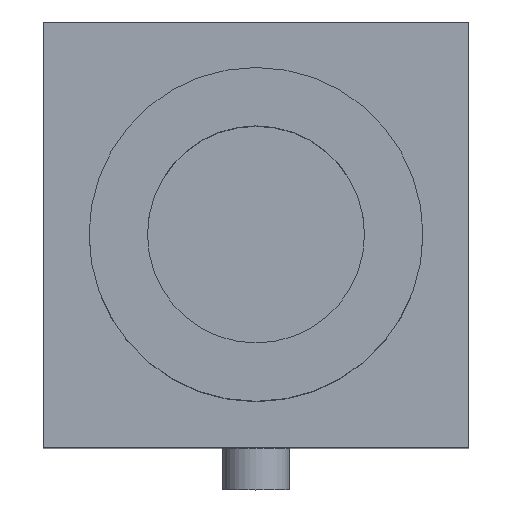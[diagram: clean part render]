
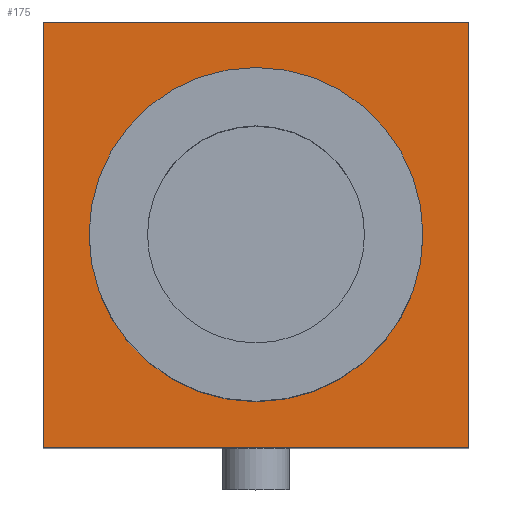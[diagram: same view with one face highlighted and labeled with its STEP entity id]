
A CAD part, top view. The second image highlights one B-rep face of the part: STEP entity #175.
In plain terms, the highlighted planar face has unit normal (0, 0, 1).
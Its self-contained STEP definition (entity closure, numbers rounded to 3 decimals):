
#16=FACE_BOUND('',#46,.T.);
#20=PLANE('',#207);
#32=FACE_OUTER_BOUND('',#45,.T.);
#45=EDGE_LOOP('',(#140,#141,#142,#143));
#46=EDGE_LOOP('',(#144));
#57=LINE('',#291,#72);
#58=LINE('',#293,#73);
#59=LINE('',#295,#74);
#60=LINE('',#296,#75);
#72=VECTOR('',#243,10.);
#73=VECTOR('',#244,10.);
#74=VECTOR('',#245,10.);
#75=VECTOR('',#246,10.);
#89=CIRCLE('',#205,2.);
#95=VERTEX_POINT('',#284);
#96=VERTEX_POINT('',#289);
#97=VERTEX_POINT('',#290);
#98=VERTEX_POINT('',#292);
#99=VERTEX_POINT('',#294);
#112=EDGE_CURVE('',#95,#95,#89,.T.);
#113=EDGE_CURVE('',#96,#97,#57,.T.);
#114=EDGE_CURVE('',#97,#98,#58,.T.);
#115=EDGE_CURVE('',#99,#98,#59,.T.);
#116=EDGE_CURVE('',#96,#99,#60,.T.);
#140=ORIENTED_EDGE('',*,*,#113,.T.);
#141=ORIENTED_EDGE('',*,*,#114,.T.);
#142=ORIENTED_EDGE('',*,*,#115,.F.);
#143=ORIENTED_EDGE('',*,*,#116,.F.);
#144=ORIENTED_EDGE('',*,*,#112,.T.);
#175=ADVANCED_FACE('',(#32,#16),#20,.T.);
#205=AXIS2_PLACEMENT_3D('',#286,#237,#238);
#207=AXIS2_PLACEMENT_3D('',#288,#241,#242);
#237=DIRECTION('center_axis',(0.,0.,-1.));
#238=DIRECTION('ref_axis',(1.,0.,0.));
#241=DIRECTION('center_axis',(0.,0.,1.));
#242=DIRECTION('ref_axis',(1.,0.,0.));
#243=DIRECTION('',(1.,0.,0.));
#244=DIRECTION('',(0.,1.,0.));
#245=DIRECTION('',(1.,0.,0.));
#246=DIRECTION('',(0.,1.,0.));
#284=CARTESIAN_POINT('',(0.55,2.55,0.));
#286=CARTESIAN_POINT('Origin',(2.55,2.55,0.));
#288=CARTESIAN_POINT('Origin',(0.,0.,0.));
#289=CARTESIAN_POINT('',(0.,0.,0.));
#290=CARTESIAN_POINT('',(5.1,0.,0.));
#291=CARTESIAN_POINT('',(0.,0.,0.));
#292=CARTESIAN_POINT('',(5.1,5.1,0.));
#293=CARTESIAN_POINT('',(5.1,0.,0.));
#294=CARTESIAN_POINT('',(0.,5.1,0.));
#295=CARTESIAN_POINT('',(0.,5.1,0.));
#296=CARTESIAN_POINT('',(0.,0.,0.));
